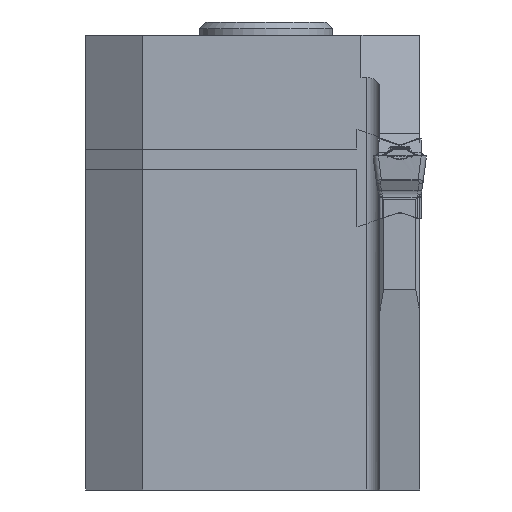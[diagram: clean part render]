
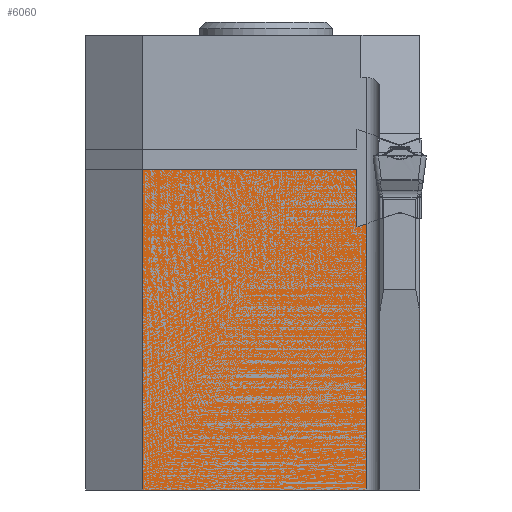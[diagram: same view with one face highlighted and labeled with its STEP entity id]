
A CAD part, left-side view. The second image highlights one B-rep face of the part: STEP entity #6060.
In plain terms, the highlighted planar face has unit normal (-1, 0, 0).
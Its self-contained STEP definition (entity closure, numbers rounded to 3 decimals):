
#6060=ADVANCED_FACE('',(#6950),#6790,.F.);
#6790=PLANE('',#16153);
#6950=FACE_OUTER_BOUND('',#7655,.T.);
#7655=EDGE_LOOP('',(#8901,#8902,#8903,#8904,#8905,#8906));
#8901=ORIENTED_EDGE('',*,*,#13431,.F.);
#8902=ORIENTED_EDGE('',*,*,#13427,.F.);
#8903=ORIENTED_EDGE('',*,*,#13432,.F.);
#8904=ORIENTED_EDGE('',*,*,#13433,.T.);
#8905=ORIENTED_EDGE('',*,*,#13434,.T.);
#8906=ORIENTED_EDGE('',*,*,#13435,.T.);
#12383=VERTEX_POINT('',#20058);
#12384=VERTEX_POINT('',#20060);
#12387=VERTEX_POINT('',#20070);
#12388=VERTEX_POINT('',#20072);
#12389=VERTEX_POINT('',#20074);
#12390=VERTEX_POINT('',#20076);
#13427=EDGE_CURVE('',#12384,#12383,#15165,.T.);
#13431=EDGE_CURVE('',#12383,#12387,#15169,.T.);
#13432=EDGE_CURVE('',#12388,#12384,#15170,.T.);
#13433=EDGE_CURVE('',#12388,#12389,#15171,.T.);
#13434=EDGE_CURVE('',#12389,#12390,#15172,.T.);
#13435=EDGE_CURVE('',#12390,#12387,#15173,.T.);
#15165=LINE('',#20061,#15667);
#15169=LINE('',#20069,#15671);
#15170=LINE('',#20071,#15672);
#15171=LINE('',#20073,#15673);
#15172=LINE('',#20075,#15674);
#15173=LINE('',#20077,#15675);
#15667=VECTOR('',#17304,1.);
#15671=VECTOR('',#17312,1.);
#15672=VECTOR('',#17313,1.);
#15673=VECTOR('',#17314,1.);
#15674=VECTOR('',#17315,1.);
#15675=VECTOR('',#17316,1.);
#16153=AXIS2_PLACEMENT_3D('',#20078,#17317,#17318);
#17304=DIRECTION('',(0.,0.,1.));
#17312=DIRECTION('',(0.,-1.,0.));
#17313=DIRECTION('',(0.,1.,0.));
#17314=DIRECTION('',(0.,0.,1.));
#17315=DIRECTION('',(0.,0.946,-0.326));
#17316=DIRECTION('',(0.,0.,1.));
#17317=DIRECTION('',(1.,0.,0.));
#17318=DIRECTION('',(0.,1.,0.));
#20058=CARTESIAN_POINT('',(14.,19.216,-1.));
#20060=CARTESIAN_POINT('',(14.,19.216,-25.));
#20061=CARTESIAN_POINT('',(14.,19.216,-25.));
#20069=CARTESIAN_POINT('',(14.,1.5,-1.));
#20070=CARTESIAN_POINT('',(14.,3.2,-1.));
#20071=CARTESIAN_POINT('',(14.,1.5,-25.));
#20072=CARTESIAN_POINT('',(14.,2.5,-25.));
#20073=CARTESIAN_POINT('',(14.,2.5,9.));
#20074=CARTESIAN_POINT('',(14.,2.5,-5.089));
#20075=CARTESIAN_POINT('',(14.,7.735,-6.891));
#20076=CARTESIAN_POINT('',(14.,3.2,-5.33));
#20077=CARTESIAN_POINT('',(14.,3.2,-25.));
#20078=CARTESIAN_POINT('',(14.,1.5,-25.));
